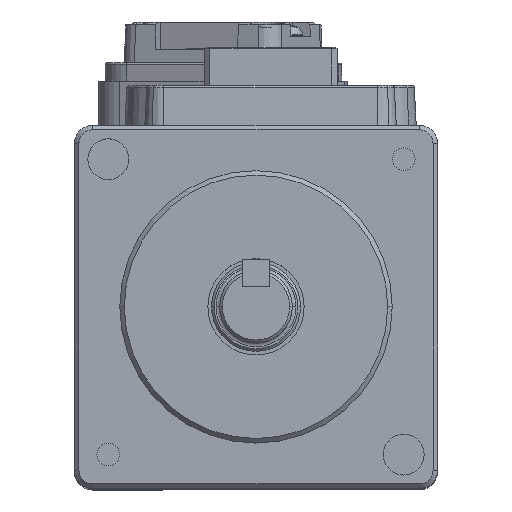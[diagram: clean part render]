
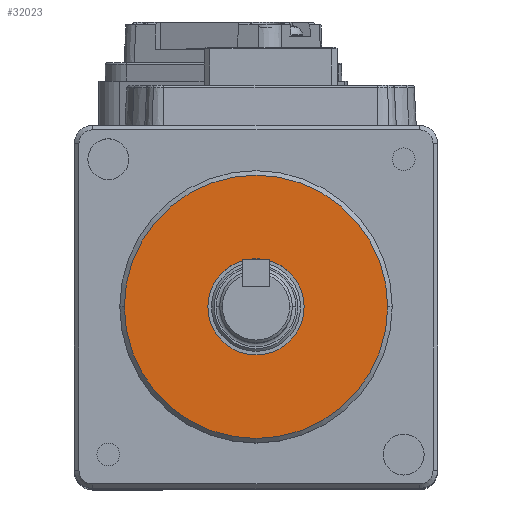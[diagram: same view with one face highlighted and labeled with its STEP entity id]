
A CAD part, top view. The second image highlights one B-rep face of the part: STEP entity #32023.
In plain terms, the highlighted planar face has unit normal (0, 0, 1).
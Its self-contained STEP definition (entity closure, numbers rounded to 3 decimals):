
#2279 = CARTESIAN_POINT ( 'NONE',  ( 0., -44.141, 36. ) ) ;
#2295 = FACE_BOUND ( 'NONE', #40017, .T. ) ;
#2312 = PLANE ( 'NONE',  #3857 ) ;
#2326 = FACE_OUTER_BOUND ( 'NONE', #39969, .T. ) ;
#2330 = DIRECTION ( 'NONE',  ( 1., 0., 0. ) ) ;
#2364 = DIRECTION ( 'NONE',  ( 0., 0., 1. ) ) ;
#3857 = AXIS2_PLACEMENT_3D ( 'NONE', #2279, #2364, #2330 ) ;
#32023 = ADVANCED_FACE ( 'NONE', ( #2326, #2295 ), #2312, .T. ) ;
#36182 = CIRCLE ( 'NONE', #36183, 14.5 ) ;
#36183 = AXIS2_PLACEMENT_3D ( 'NONE', #39415, #39428, #39406 ) ;
#39406 = DIRECTION ( 'NONE',  ( 1., 0., 0. ) ) ;
#39415 = CARTESIAN_POINT ( 'NONE',  ( 0., 0., 36. ) ) ;
#39428 = DIRECTION ( 'NONE',  ( 0., 0., 1. ) ) ;
#39969 = EDGE_LOOP ( 'NONE', ( #47281, #47333 ) ) ;
#40017 = EDGE_LOOP ( 'NONE', ( #47273, #46043 ) ) ;
#41292 = CIRCLE ( 'NONE', #41332, 5.3 ) ;
#41296 = AXIS2_PLACEMENT_3D ( 'NONE', #42904, #42900, #42917 ) ;
#41329 = AXIS2_PLACEMENT_3D ( 'NONE', #42883, #42874, #42855 ) ;
#41332 = AXIS2_PLACEMENT_3D ( 'NONE', #42914, #42926, #42931 ) ;
#41340 = CIRCLE ( 'NONE', #41296, 14.5 ) ;
#41344 = CIRCLE ( 'NONE', #41329, 5.3 ) ;
#42347 = CARTESIAN_POINT ( 'NONE',  ( 5.3, 0., 36. ) ) ;
#42417 = CARTESIAN_POINT ( 'NONE',  ( -5.3, 0., 36. ) ) ;
#42431 = CARTESIAN_POINT ( 'NONE',  ( -14.5, 0., 36. ) ) ;
#42440 = CARTESIAN_POINT ( 'NONE',  ( 14.5, 0., 36. ) ) ;
#42855 = DIRECTION ( 'NONE',  ( 1., 0., 0. ) ) ;
#42874 = DIRECTION ( 'NONE',  ( 0., 0., 1. ) ) ;
#42883 = CARTESIAN_POINT ( 'NONE',  ( 0., 0., 36. ) ) ;
#42900 = DIRECTION ( 'NONE',  ( 0., 0., 1. ) ) ;
#42904 = CARTESIAN_POINT ( 'NONE',  ( 0., 0., 36. ) ) ;
#42914 = CARTESIAN_POINT ( 'NONE',  ( 0., 0., 36. ) ) ;
#42917 = DIRECTION ( 'NONE',  ( 1., 0., 0. ) ) ;
#42926 = DIRECTION ( 'NONE',  ( 0., 0., 1. ) ) ;
#42931 = DIRECTION ( 'NONE',  ( 1., 0., 0. ) ) ;
#46043 = ORIENTED_EDGE ( 'NONE', *, *, #46403, .F. ) ;
#46328 = EDGE_CURVE ( 'NONE', #47610, #47654, #36182, .T. ) ;
#46403 = EDGE_CURVE ( 'NONE', #47599, #47559, #41344, .T. ) ;
#46417 = EDGE_CURVE ( 'NONE', #47559, #47599, #41292, .T. ) ;
#46421 = EDGE_CURVE ( 'NONE', #47654, #47610, #41340, .T. ) ;
#47273 = ORIENTED_EDGE ( 'NONE', *, *, #46417, .F. ) ;
#47281 = ORIENTED_EDGE ( 'NONE', *, *, #46421, .T. ) ;
#47333 = ORIENTED_EDGE ( 'NONE', *, *, #46328, .T. ) ;
#47559 = VERTEX_POINT ( 'NONE', #42347 ) ;
#47599 = VERTEX_POINT ( 'NONE', #42417 ) ;
#47610 = VERTEX_POINT ( 'NONE', #42440 ) ;
#47654 = VERTEX_POINT ( 'NONE', #42431 ) ;
